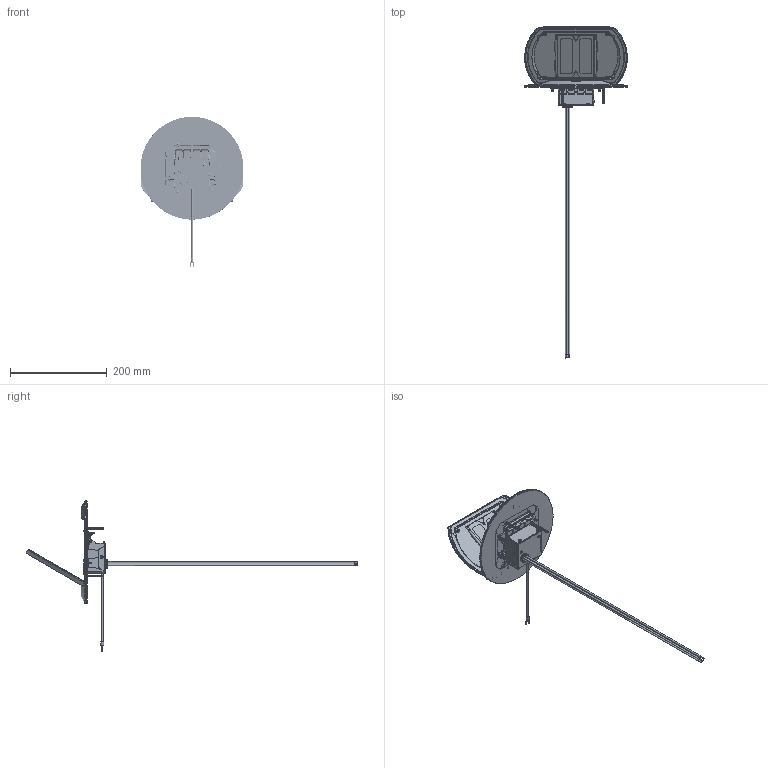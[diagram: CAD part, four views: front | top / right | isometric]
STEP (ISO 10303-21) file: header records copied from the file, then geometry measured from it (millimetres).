
FILE_DESCRIPTION (( 'STEP AP214' ), '1' );
FILE_NAME ('CATSTD-PT544-02X-M01.STEP', '2020-11-11T16:02:28', ( '' ), ( '' ), 'SwSTEP 2.0', 'SolidWorks 2020', '' );
FILE_SCHEMA (( 'AUTOMOTIVE_DESIGN' ));
Length unit declared in the file: inch
Products named in the file (1): CATSTD-PT544-02X-M01
Bounding box: 212.73 x 686.99 x 311.27 mm (x, y, z)
Surface area: 229935.5 mm2 (no closed solid volume)
Topology: 0 solids, 41 shells, 4704 faces, 12764 edges, 8194 vertices
Faces by surface type: plane 2106, cylinder 1537, bspline 780, cone 277, torus 4
Full cylindrical faces by diameter (mm): 0.129 x4, 0.141 x4, 0.698 x3, 0.699 x1, 1.035 x4, 1.27 x4, 1.587 x3, 1.588 x1, 2.261 x2, 2.54 x4, 2.687 x1, 2.845 x15, 3 x2, 3.175 x6, 3.302 x6, 3.505 x195, 3.556 x6, 3.658 x7, 5.5 x1, 11.112 x3, 11.113 x1, 15.875 x1, 19.101 x1, 211.328 x1
Entity records: 409281 total; most frequent: CARTESIAN_POINT 251348, ORIENTED_EDGE 23706, DIRECTION 16515, EDGE_CURVE 11875, VERTEX_POINT 7718, LINE 6217, VECTOR 6217, AXIS2_PLACEMENT_3D 5149
